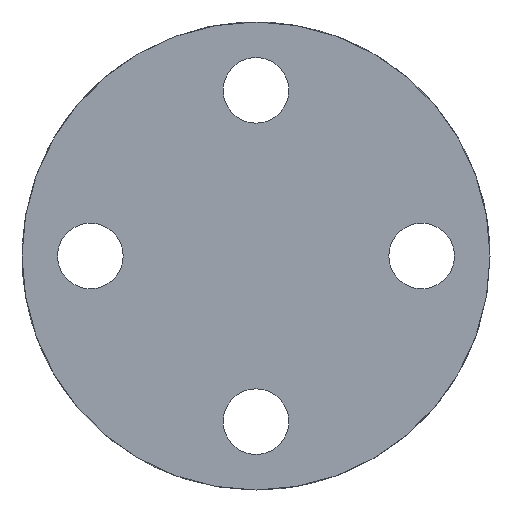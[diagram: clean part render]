
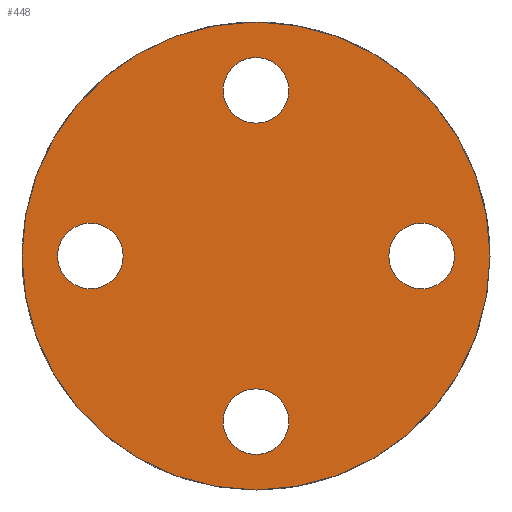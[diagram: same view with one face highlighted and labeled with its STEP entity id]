
A CAD part, left-side view. The second image highlights one B-rep face of the part: STEP entity #448.
In plain terms, the highlighted planar face has unit normal (-1, 0, 0).
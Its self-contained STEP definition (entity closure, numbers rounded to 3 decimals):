
#87=FACE_BOUND('',#131,.T.);
#88=FACE_BOUND('',#132,.T.);
#89=FACE_BOUND('',#133,.T.);
#90=FACE_BOUND('',#134,.T.);
#100=FACE_OUTER_BOUND('',#130,.T.);
#130=EDGE_LOOP('',(#318));
#131=EDGE_LOOP('',(#319));
#132=EDGE_LOOP('',(#320));
#133=EDGE_LOOP('',(#321));
#134=EDGE_LOOP('',(#322));
#161=CIRCLE('',#507,2.55);
#162=CIRCLE('',#509,2.55);
#163=CIRCLE('',#511,2.55);
#164=CIRCLE('',#513,2.55);
#165=CIRCLE('',#515,18.192);
#195=VERTEX_POINT('',#725);
#196=VERTEX_POINT('',#729);
#197=VERTEX_POINT('',#733);
#198=VERTEX_POINT('',#737);
#199=VERTEX_POINT('',#741);
#237=EDGE_CURVE('',#195,#195,#161,.T.);
#239=EDGE_CURVE('',#196,#196,#162,.T.);
#241=EDGE_CURVE('',#197,#197,#163,.T.);
#243=EDGE_CURVE('',#198,#198,#164,.T.);
#244=EDGE_CURVE('',#199,#199,#165,.T.);
#318=ORIENTED_EDGE('',*,*,#244,.F.);
#319=ORIENTED_EDGE('',*,*,#243,.F.);
#320=ORIENTED_EDGE('',*,*,#241,.F.);
#321=ORIENTED_EDGE('',*,*,#239,.F.);
#322=ORIENTED_EDGE('',*,*,#237,.F.);
#430=PLANE('',#514);
#448=ADVANCED_FACE('',(#100,#87,#88,#89,#90),#430,.F.);
#507=AXIS2_PLACEMENT_3D('',#727,#591,#592);
#509=AXIS2_PLACEMENT_3D('',#731,#596,#597);
#511=AXIS2_PLACEMENT_3D('',#735,#601,#602);
#513=AXIS2_PLACEMENT_3D('',#739,#606,#607);
#514=AXIS2_PLACEMENT_3D('',#740,#608,#609);
#515=AXIS2_PLACEMENT_3D('',#742,#610,#611);
#591=DIRECTION('center_axis',(-1.,0.,0.));
#592=DIRECTION('ref_axis',(0.,1.,0.));
#596=DIRECTION('center_axis',(-1.,0.,0.));
#597=DIRECTION('ref_axis',(0.,1.,0.));
#601=DIRECTION('center_axis',(-1.,0.,0.));
#602=DIRECTION('ref_axis',(0.,1.,0.));
#606=DIRECTION('center_axis',(-1.,0.,0.));
#607=DIRECTION('ref_axis',(0.,1.,0.));
#608=DIRECTION('center_axis',(1.,0.,0.));
#609=DIRECTION('ref_axis',(0.,1.,0.));
#610=DIRECTION('center_axis',(1.,0.,0.));
#611=DIRECTION('ref_axis',(0.,1.,0.));
#725=CARTESIAN_POINT('',(45.4,10.327,0.));
#727=CARTESIAN_POINT('Origin',(45.4,12.877,0.));
#729=CARTESIAN_POINT('',(45.4,-2.55,12.878));
#731=CARTESIAN_POINT('Origin',(45.4,0.,12.878));
#733=CARTESIAN_POINT('',(45.4,-15.427,0.));
#735=CARTESIAN_POINT('Origin',(45.4,-12.877,0.));
#737=CARTESIAN_POINT('',(45.4,-2.55,-12.878));
#739=CARTESIAN_POINT('Origin',(45.4,0.,-12.878));
#740=CARTESIAN_POINT('Origin',(45.4,0.,0.));
#741=CARTESIAN_POINT('',(45.4,-18.192,0.));
#742=CARTESIAN_POINT('Origin',(45.4,0.,0.));
